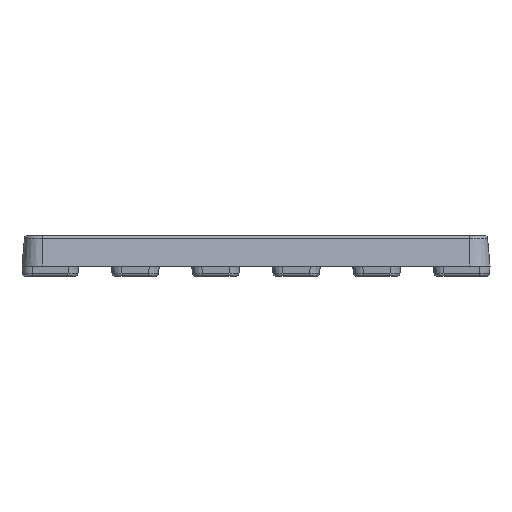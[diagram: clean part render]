
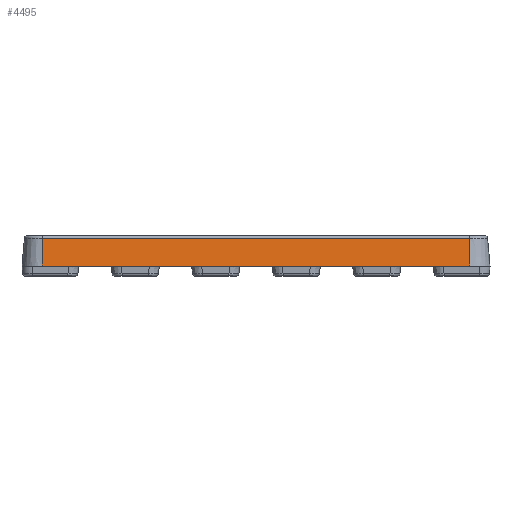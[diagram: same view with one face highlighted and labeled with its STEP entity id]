
A CAD part, front view. The second image highlights one B-rep face of the part: STEP entity #4495.
In plain terms, the highlighted planar face has unit normal (0, -0.996, 0.087).
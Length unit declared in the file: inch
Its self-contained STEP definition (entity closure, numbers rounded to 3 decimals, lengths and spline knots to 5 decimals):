
#159 = VECTOR ( 'NONE', #5619, 39.37008 ) ;
#227 = CARTESIAN_POINT ( 'NONE',  ( 0.83661, -0.27559, 0. ) ) ;
#666 = EDGE_CURVE ( 'NONE', #2723, #2135, #5880, .T. ) ;
#1117 = DIRECTION ( 'NONE',  ( 0., -0.087, -0.996 ) ) ;
#1151 = CARTESIAN_POINT ( 'NONE',  ( 0.83661, -1719.04894, -19645.66929 ) ) ;
#1319 = ORIENTED_EDGE ( 'NONE', *, *, #2779, .T. ) ;
#1397 = DIRECTION ( 'NONE',  ( 1., 0., 0. ) ) ;
#1514 = DIRECTION ( 'NONE',  ( 0., -0.087, -0.996 ) ) ;
#1545 = PLANE ( 'NONE',  #3115 ) ;
#2135 = VERTEX_POINT ( 'NONE', #4353 ) ;
#2140 = LINE ( 'NONE', #5680, #4369 ) ;
#2341 = CARTESIAN_POINT ( 'NONE',  ( -0.83661, -0.27559, 0. ) ) ;
#2553 = DIRECTION ( 'NONE',  ( 0., -0.996, 0.087 ) ) ;
#2723 = VERTEX_POINT ( 'NONE', #5484 ) ;
#2779 = EDGE_CURVE ( 'NONE', #2723, #6041, #2140, .T. ) ;
#3115 = AXIS2_PLACEMENT_3D ( 'NONE', #5546, #2553, #1514 ) ;
#3521 = DIRECTION ( 'NONE',  ( 1., 0., 0. ) ) ;
#3525 = LINE ( 'NONE', #6540, #6064 ) ;
#3587 = ORIENTED_EDGE ( 'NONE', *, *, #666, .F. ) ;
#3611 = ORIENTED_EDGE ( 'NONE', *, *, #4452, .T. ) ;
#3998 = VECTOR ( 'NONE', #3521, 39.37008 ) ;
#4353 = CARTESIAN_POINT ( 'NONE',  ( 0.83661, -0.26604, 0.10913 ) ) ;
#4369 = VECTOR ( 'NONE', #1117, 39.37008 ) ;
#4452 = EDGE_CURVE ( 'NONE', #6041, #6161, #3525, .T. ) ;
#4495 = ADVANCED_FACE ( 'NONE', ( #5884 ), #1545, .T. ) ;
#5058 = ORIENTED_EDGE ( 'NONE', *, *, #5932, .F. ) ;
#5484 = CARTESIAN_POINT ( 'NONE',  ( -0.83661, -0.26604, 0.10913 ) ) ;
#5546 = CARTESIAN_POINT ( 'NONE',  ( -0.91535, -0.27559, 0. ) ) ;
#5619 = DIRECTION ( 'NONE',  ( 0., -0.087, -0.996 ) ) ;
#5680 = CARTESIAN_POINT ( 'NONE',  ( -0.83661, -0.27559, 0. ) ) ;
#5734 = LINE ( 'NONE', #1151, #159 ) ;
#5759 = EDGE_LOOP ( 'NONE', ( #3611, #5058, #3587, #1319 ) ) ;
#5880 = LINE ( 'NONE', #6557, #3998 ) ;
#5884 = FACE_OUTER_BOUND ( 'NONE', #5759, .T. ) ;
#5932 = EDGE_CURVE ( 'NONE', #2135, #6161, #5734, .T. ) ;
#6041 = VERTEX_POINT ( 'NONE', #2341 ) ;
#6064 = VECTOR ( 'NONE', #1397, 39.37008 ) ;
#6161 = VERTEX_POINT ( 'NONE', #227 ) ;
#6540 = CARTESIAN_POINT ( 'NONE',  ( 0., -0.27559, 0. ) ) ;
#6557 = CARTESIAN_POINT ( 'NONE',  ( -0.45768, -0.26604, 0.10913 ) ) ;
